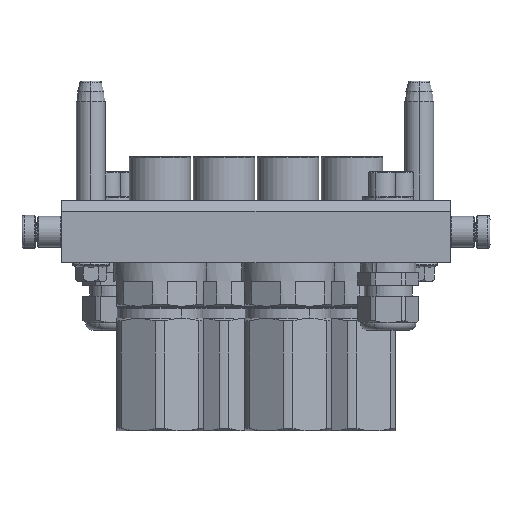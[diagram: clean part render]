
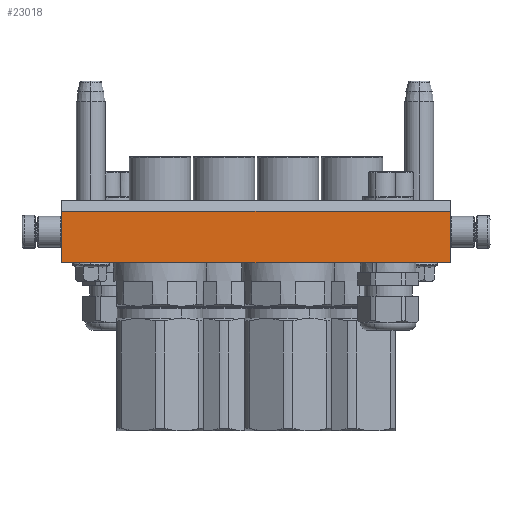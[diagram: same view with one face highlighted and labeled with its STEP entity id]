
A CAD part, left-side view. The second image highlights one B-rep face of the part: STEP entity #23018.
In plain terms, the highlighted face is planar.
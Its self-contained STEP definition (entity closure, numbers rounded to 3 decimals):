
#631 = VECTOR ( 'NONE', #3016, 1000. ) ;
#733 = CARTESIAN_POINT ( 'NONE',  ( 94., -10., -45. ) ) ;
#2990 = ORIENTED_EDGE ( 'NONE', *, *, #3978, .F. ) ;
#3016 = DIRECTION ( 'NONE',  ( 0., 1., 0. ) ) ;
#3179 = LINE ( 'NONE', #13935, #17069 ) ;
#3978 = EDGE_CURVE ( 'NONE', #45271, #32218, #30475, .T. ) ;
#4576 = EDGE_LOOP ( 'NONE', ( #24824, #2990, #31496, #10586 ) ) ;
#7045 = CARTESIAN_POINT ( 'NONE',  ( 94., 15., -45. ) ) ;
#10586 = ORIENTED_EDGE ( 'NONE', *, *, #22373, .F. ) ;
#12357 = AXIS2_PLACEMENT_3D ( 'NONE', #35739, #21161, #13537 ) ;
#12395 = EDGE_CURVE ( 'NONE', #18490, #45271, #38816, .T. ) ;
#13537 = DIRECTION ( 'NONE',  ( -1., 0., 0. ) ) ;
#13935 = CARTESIAN_POINT ( 'NONE',  ( -94., -10., -45. ) ) ;
#17069 = VECTOR ( 'NONE', #35811, 1000. ) ;
#18490 = VERTEX_POINT ( 'NONE', #733 ) ;
#21161 = DIRECTION ( 'NONE',  ( 0., 0., -1. ) ) ;
#21605 = DIRECTION ( 'NONE',  ( -1., 0., 0. ) ) ;
#22373 = EDGE_CURVE ( 'NONE', #36328, #18490, #33509, .T. ) ;
#23018 = ADVANCED_FACE ( 'NONE', ( #40360 ), #28435, .T. ) ;
#24824 = ORIENTED_EDGE ( 'NONE', *, *, #25190, .T. ) ;
#25190 = EDGE_CURVE ( 'NONE', #36328, #32218, #3179, .T. ) ;
#28435 = PLANE ( 'NONE',  #12357 ) ;
#29653 = CARTESIAN_POINT ( 'NONE',  ( 94., 15., -45. ) ) ;
#30475 = LINE ( 'NONE', #7045, #32797 ) ;
#31496 = ORIENTED_EDGE ( 'NONE', *, *, #12395, .F. ) ;
#32218 = VERTEX_POINT ( 'NONE', #46178 ) ;
#32704 = CARTESIAN_POINT ( 'NONE',  ( -94., -10., -45. ) ) ;
#32797 = VECTOR ( 'NONE', #21605, 1000. ) ;
#33509 = LINE ( 'NONE', #35320, #41559 ) ;
#35320 = CARTESIAN_POINT ( 'NONE',  ( -94., -10., -45. ) ) ;
#35739 = CARTESIAN_POINT ( 'NONE',  ( 94., -15., -45. ) ) ;
#35811 = DIRECTION ( 'NONE',  ( 0., 1., 0. ) ) ;
#36328 = VERTEX_POINT ( 'NONE', #32704 ) ;
#38816 = LINE ( 'NONE', #47295, #631 ) ;
#40360 = FACE_OUTER_BOUND ( 'NONE', #4576, .T. ) ;
#41559 = VECTOR ( 'NONE', #46424, 1000. ) ;
#45271 = VERTEX_POINT ( 'NONE', #29653 ) ;
#46178 = CARTESIAN_POINT ( 'NONE',  ( -94., 15., -45. ) ) ;
#46424 = DIRECTION ( 'NONE',  ( 1., 0., 0. ) ) ;
#47295 = CARTESIAN_POINT ( 'NONE',  ( 94., -10., -45. ) ) ;
